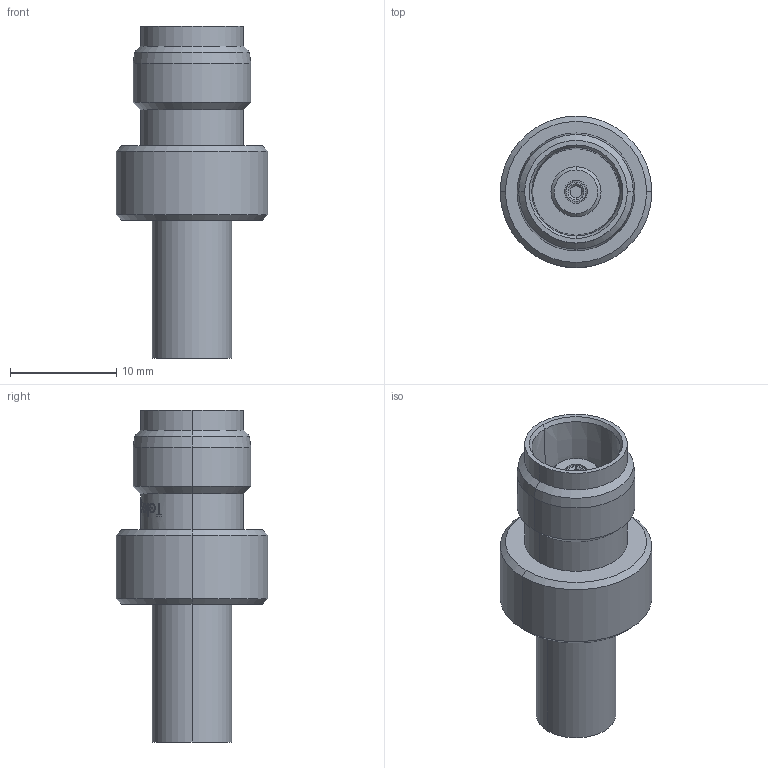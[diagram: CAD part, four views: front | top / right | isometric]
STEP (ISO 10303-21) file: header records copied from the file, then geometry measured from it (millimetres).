
FILE_DESCRIPTION (( 'STEP AP214' ), '1' );
FILE_NAME ('J01011A0044.STEP', '2013-04-22T09:49:34', ( 'Wartung1' ), ( '' ), 'SwSTEP 2.0', 'SolidWorks 2012', '' );
FILE_SCHEMA (( 'AUTOMOTIVE_DESIGN' ));
Length unit declared in the file: millimetre
Products named in the file (1): J01011A0044
Bounding box: 14.3 x 14.3 x 31.3 mm (x, y, z)
Volume: 2025.2 mm3; surface area: 1854.9 mm2
Topology: 1 solids, 1 shells, 239 faces, 597 edges, 390 vertices
Faces by surface type: bspline 83, plane 80, cylinder 50, cone 26
Entity records: 15160 total; most frequent: CARTESIAN_POINT 7522, ORIENTED_EDGE 1194, DIRECTION 762, EDGE_CURVE 597, VERTEX_POINT 390, AXIS2_PLACEMENT_3D 291, B_SPLINE_CURVE_WITH_KNOTS 271, EDGE_LOOP 269
